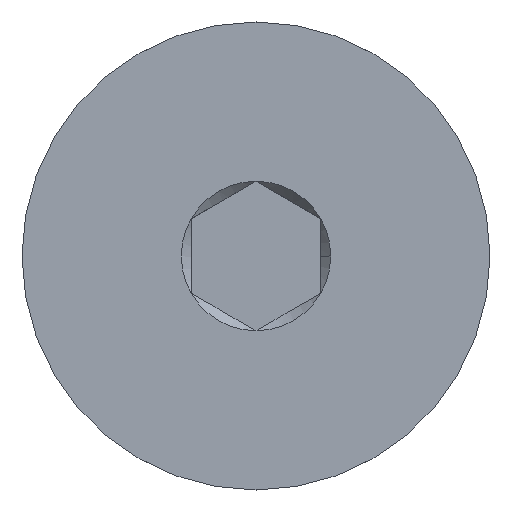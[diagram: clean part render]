
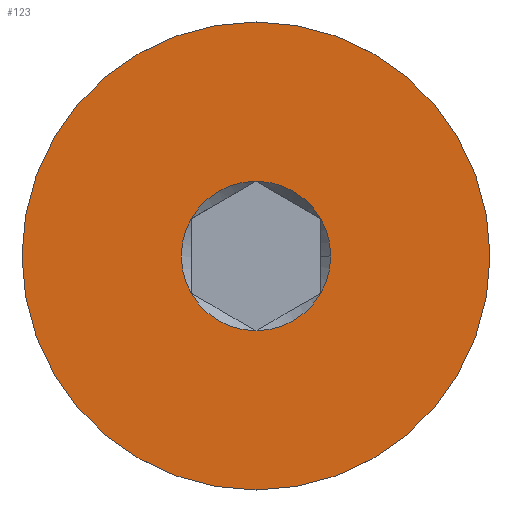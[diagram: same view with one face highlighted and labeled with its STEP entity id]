
A CAD part, top view. The second image highlights one B-rep face of the part: STEP entity #123.
In plain terms, the highlighted planar face has unit normal (0, 0, 1).
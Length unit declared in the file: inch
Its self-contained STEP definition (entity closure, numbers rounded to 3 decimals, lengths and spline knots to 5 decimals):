
#51 = DIRECTION ( 'NONE',  ( 1., 0., 0. ) ) ;
#99 = DIRECTION ( 'NONE',  ( 0., 0., 1. ) ) ;
#110 = CIRCLE ( 'NONE', #3328, 0.113 ) ;
#123 = ADVANCED_FACE ( 'NONE', ( #2405, #891 ), #3026, .T. ) ;
#264 = DIRECTION ( 'NONE',  ( 1., 0., 0. ) ) ;
#271 = CARTESIAN_POINT ( 'NONE',  ( 0., 0., 0.25 ) ) ;
#383 = CARTESIAN_POINT ( 'NONE',  ( 0.03125, 0.01804, 0.25 ) ) ;
#632 = AXIS2_PLACEMENT_3D ( 'NONE', #4476, #3336, #3376 ) ;
#654 = ORIENTED_EDGE ( 'NONE', *, *, #2881, .F. ) ;
#697 = EDGE_LOOP ( 'NONE', ( #1062, #2208 ) ) ;
#790 = VERTEX_POINT ( 'NONE', #4140 ) ;
#806 = DIRECTION ( 'NONE',  ( 1., 0., 0. ) ) ;
#867 = DIRECTION ( 'NONE',  ( 0., 0., 1. ) ) ;
#879 = EDGE_LOOP ( 'NONE', ( #4274, #2648, #1267, #654, #2578, #3600, #1159 ) ) ;
#891 = FACE_OUTER_BOUND ( 'NONE', #697, .T. ) ;
#924 = EDGE_CURVE ( 'NONE', #1261, #3943, #110, .T. ) ;
#959 = CIRCLE ( 'NONE', #3933, 0.03608 ) ;
#1026 = CIRCLE ( 'NONE', #4932, 0.03608 ) ;
#1039 = AXIS2_PLACEMENT_3D ( 'NONE', #4528, #4495, #4873 ) ;
#1062 = ORIENTED_EDGE ( 'NONE', *, *, #1709, .F. ) ;
#1158 = AXIS2_PLACEMENT_3D ( 'NONE', #4603, #99, #51 ) ;
#1159 = ORIENTED_EDGE ( 'NONE', *, *, #1294, .F. ) ;
#1261 = VERTEX_POINT ( 'NONE', #3646 ) ;
#1267 = ORIENTED_EDGE ( 'NONE', *, *, #2943, .F. ) ;
#1294 = EDGE_CURVE ( 'NONE', #1808, #2098, #1310, .T. ) ;
#1302 = AXIS2_PLACEMENT_3D ( 'NONE', #2255, #4125, #2237 ) ;
#1310 = CIRCLE ( 'NONE', #4250, 0.03608 ) ;
#1484 = DIRECTION ( 'NONE',  ( 0., -1., 0. ) ) ;
#1627 = VERTEX_POINT ( 'NONE', #3423 ) ;
#1662 = CIRCLE ( 'NONE', #1302, 0.113 ) ;
#1709 = EDGE_CURVE ( 'NONE', #3943, #1261, #1662, .T. ) ;
#1789 = CARTESIAN_POINT ( 'NONE',  ( 0.03125, -0.01804, 0.25 ) ) ;
#1808 = VERTEX_POINT ( 'NONE', #3129 ) ;
#1815 = CARTESIAN_POINT ( 'NONE',  ( 0., 0., 0.25 ) ) ;
#2098 = VERTEX_POINT ( 'NONE', #3058 ) ;
#2141 = CARTESIAN_POINT ( 'NONE',  ( 0., 0., 0.25 ) ) ;
#2190 = CARTESIAN_POINT ( 'NONE',  ( 0., 0.113, 0.25 ) ) ;
#2208 = ORIENTED_EDGE ( 'NONE', *, *, #924, .F. ) ;
#2237 = DIRECTION ( 'NONE',  ( 0., 1., 0. ) ) ;
#2255 = CARTESIAN_POINT ( 'NONE',  ( 0., 0., 0.25 ) ) ;
#2405 = FACE_BOUND ( 'NONE', #879, .T. ) ;
#2417 = CIRCLE ( 'NONE', #632, 0.03608 ) ;
#2521 = DIRECTION ( 'NONE',  ( 0., 0., 1. ) ) ;
#2578 = ORIENTED_EDGE ( 'NONE', *, *, #3291, .F. ) ;
#2583 = DIRECTION ( 'NONE',  ( 0., 1., 0. ) ) ;
#2648 = ORIENTED_EDGE ( 'NONE', *, *, #4081, .F. ) ;
#2825 = CARTESIAN_POINT ( 'NONE',  ( -0.03125, -0.01804, 0.25 ) ) ;
#2826 = VERTEX_POINT ( 'NONE', #383 ) ;
#2881 = EDGE_CURVE ( 'NONE', #1627, #3882, #4027, .T. ) ;
#2943 = EDGE_CURVE ( 'NONE', #3882, #790, #1026, .T. ) ;
#3026 = PLANE ( 'NONE',  #4381 ) ;
#3058 = CARTESIAN_POINT ( 'NONE',  ( -0.03125, 0.01804, 0.25 ) ) ;
#3120 = CARTESIAN_POINT ( 'NONE',  ( 0., 0., 0.25 ) ) ;
#3129 = CARTESIAN_POINT ( 'NONE',  ( 0., 0.03608, 0.25 ) ) ;
#3248 = DIRECTION ( 'NONE',  ( 0., 0., 1. ) ) ;
#3291 = EDGE_CURVE ( 'NONE', #3574, #1627, #3378, .T. ) ;
#3328 = AXIS2_PLACEMENT_3D ( 'NONE', #271, #4872, #2583 ) ;
#3336 = DIRECTION ( 'NONE',  ( 0., 0., 1. ) ) ;
#3376 = DIRECTION ( 'NONE',  ( 1., 0., 0. ) ) ;
#3378 = CIRCLE ( 'NONE', #3588, 0.03608 ) ;
#3397 = CARTESIAN_POINT ( 'NONE',  ( 0., 0., 0.25 ) ) ;
#3423 = CARTESIAN_POINT ( 'NONE',  ( 0., -0.03608, 0.25 ) ) ;
#3574 = VERTEX_POINT ( 'NONE', #2825 ) ;
#3588 = AXIS2_PLACEMENT_3D ( 'NONE', #3625, #3248, #4752 ) ;
#3600 = ORIENTED_EDGE ( 'NONE', *, *, #4919, .F. ) ;
#3625 = CARTESIAN_POINT ( 'NONE',  ( 0., 0., 0.25 ) ) ;
#3646 = CARTESIAN_POINT ( 'NONE',  ( 0., -0.113, 0.25 ) ) ;
#3882 = VERTEX_POINT ( 'NONE', #1789 ) ;
#3933 = AXIS2_PLACEMENT_3D ( 'NONE', #1815, #4503, #4464 ) ;
#3943 = VERTEX_POINT ( 'NONE', #2190 ) ;
#4027 = CIRCLE ( 'NONE', #1158, 0.03608 ) ;
#4081 = EDGE_CURVE ( 'NONE', #790, #2826, #959, .T. ) ;
#4125 = DIRECTION ( 'NONE',  ( 0., 0., -1. ) ) ;
#4127 = DIRECTION ( 'NONE',  ( 0., 0., 1. ) ) ;
#4140 = CARTESIAN_POINT ( 'NONE',  ( 0.03608, 0., 0.25 ) ) ;
#4250 = AXIS2_PLACEMENT_3D ( 'NONE', #2141, #2521, #264 ) ;
#4274 = ORIENTED_EDGE ( 'NONE', *, *, #4909, .F. ) ;
#4381 = AXIS2_PLACEMENT_3D ( 'NONE', #3397, #4127, #1484 ) ;
#4442 = CIRCLE ( 'NONE', #1039, 0.03608 ) ;
#4464 = DIRECTION ( 'NONE',  ( 1., 0., 0. ) ) ;
#4476 = CARTESIAN_POINT ( 'NONE',  ( 0., 0., 0.25 ) ) ;
#4495 = DIRECTION ( 'NONE',  ( 0., 0., 1. ) ) ;
#4503 = DIRECTION ( 'NONE',  ( 0., 0., 1. ) ) ;
#4528 = CARTESIAN_POINT ( 'NONE',  ( 0., 0., 0.25 ) ) ;
#4603 = CARTESIAN_POINT ( 'NONE',  ( 0., 0., 0.25 ) ) ;
#4752 = DIRECTION ( 'NONE',  ( 1., 0., 0. ) ) ;
#4872 = DIRECTION ( 'NONE',  ( 0., 0., -1. ) ) ;
#4873 = DIRECTION ( 'NONE',  ( 1., 0., 0. ) ) ;
#4909 = EDGE_CURVE ( 'NONE', #2826, #1808, #2417, .T. ) ;
#4919 = EDGE_CURVE ( 'NONE', #2098, #3574, #4442, .T. ) ;
#4932 = AXIS2_PLACEMENT_3D ( 'NONE', #3120, #867, #806 ) ;
